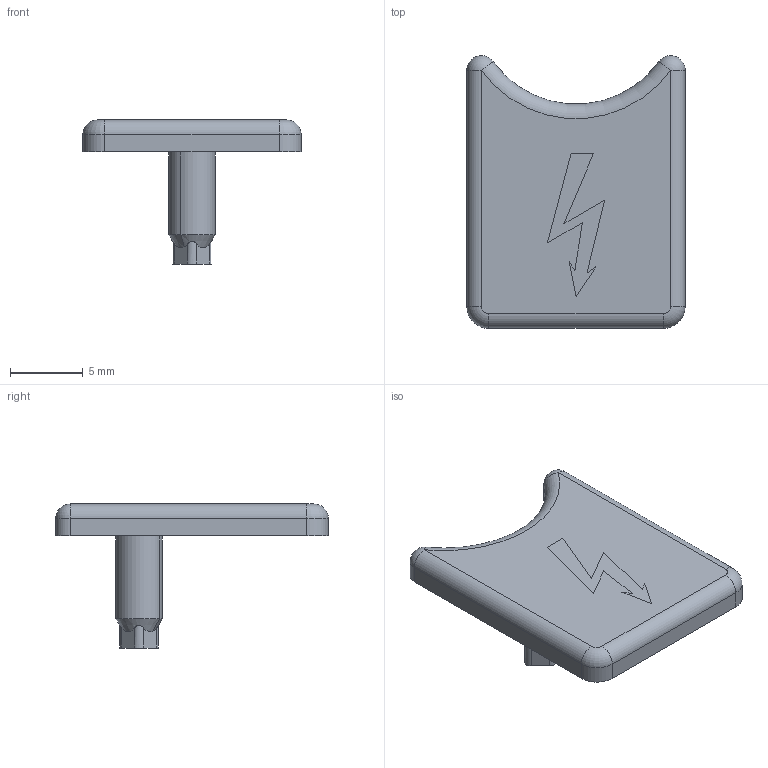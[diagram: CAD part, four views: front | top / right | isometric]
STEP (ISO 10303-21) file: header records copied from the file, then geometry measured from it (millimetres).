
FILE_DESCRIPTION(('CATIA V5R20 STEP214','CAx-IF Rec.Pracs.--- Model Styling and Organization---1.2---2011-12-15'),'2;1');
FILE_NAME ('424845_1', '2015-08-25T09:46:44+00:00', ('Weidmueller Interface'), ('Weidmueller'), 'CATIA Version 5-6 Release 2014 SP4', 'CATIA V5 STEP AP214', 'none');
FILE_SCHEMA(('AUTOMOTIVE_DESIGN { 1 0 10303 214 1 1 1 1 }'));
Length unit declared in the file: millimetre
Products named in the file (1): 1752620000_ZAD_6_5
Bounding box: 15 x 18.73 x 9.9 mm (x, y, z)
Volume: 594.8 mm3; surface area: 726.7 mm2
Topology: 2 solids, 2 shells, 56 faces, 140 edges, 88 vertices
Faces by surface type: plane 35, cylinder 14, torus 3, sphere 2, cone 2
Entity records: 1655 total; most frequent: CARTESIAN_POINT 335, ORIENTED_EDGE 276, DIRECTION 231, EDGE_CURVE 138, VECTOR 88, LINE 88, VERTEX_POINT 88, AXIS2_PLACEMENT_3D 87
